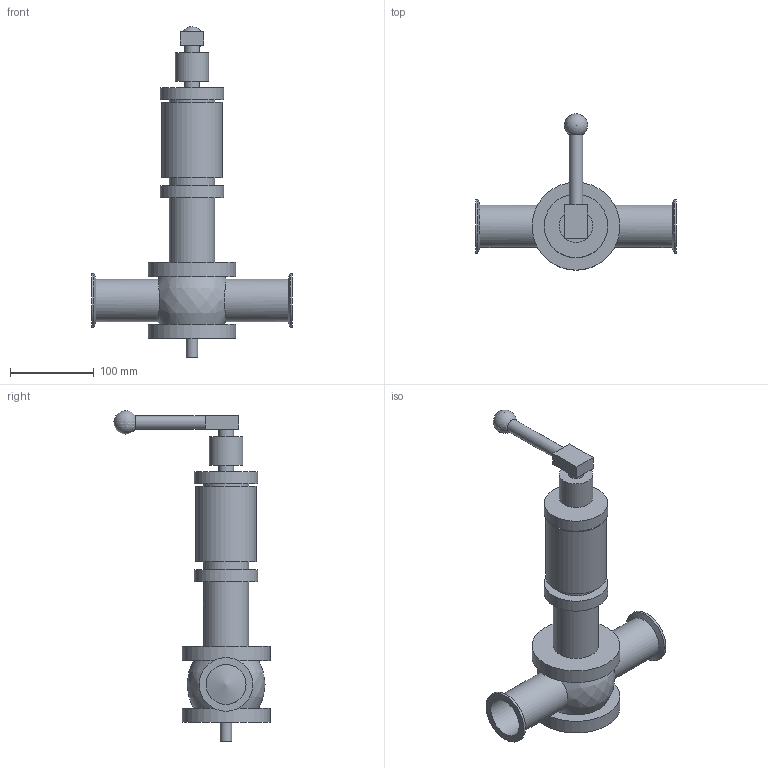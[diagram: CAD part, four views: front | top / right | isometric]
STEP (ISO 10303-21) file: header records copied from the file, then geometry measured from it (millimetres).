
FILE_DESCRIPTION(/* description */ (''),/* implementation_level */ '2;1');
FILE_NAME(/* name */ 'SVS2T06M_20_C.stp',/* time_stamp */ '2021-08-20T14:53:27+09:00',/* author */ ('nishioka'),/* organization */ (''),/* preprocessor_version */ 'ST-DEVELOPER v18.1',/* originating_system */ 'Autodesk Inventor 2021',/* authorisation */ '');
FILE_SCHEMA (('AUTOMOTIVE_DESIGN { 1 0 10303 214 3 1 1 }'));
Length unit declared in the file: millimetre
Products named in the file (1): SVS2T06M_20_C
Bounding box: 240 x 186.4 x 394.9 mm (x, y, z)
Volume: 1490374.4 mm3; surface area: 179970.4 mm2
Topology: 1 solids, 1 shells, 47 faces, 88 edges, 58 vertices
Faces by surface type: plane 22, cylinder 19, bspline 3, cone 2, sphere 1
Full cylindrical faces by diameter (mm): 13.8 x1, 16 x1, 18 x2, 40 x1, 47.8 x2, 50.8 x2, 54 x3, 64 x2, 72 x1, 76 x2, 105 x2
Entity records: 1406 total; most frequent: CARTESIAN_POINT 417, DIRECTION 205, ORIENTED_EDGE 172, EDGE_CURVE 86, AXIS2_PLACEMENT_3D 85, EDGE_LOOP 64, VERTEX_POINT 58, FACE_OUTER_BOUND 47
